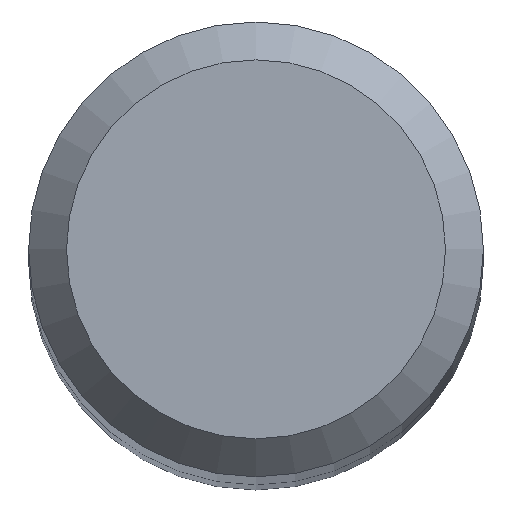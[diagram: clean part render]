
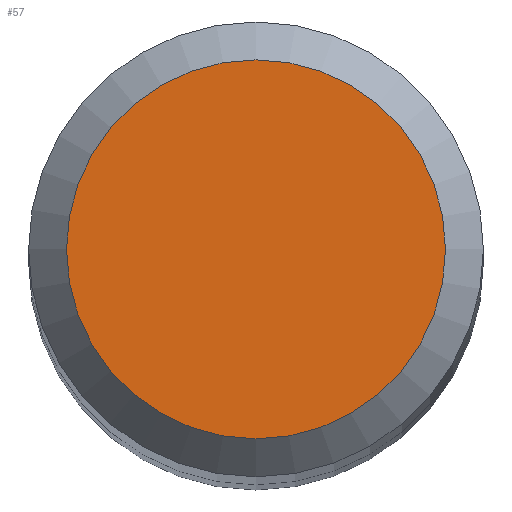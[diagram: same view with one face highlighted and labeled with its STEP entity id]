
A CAD part, top view. The second image highlights one B-rep face of the part: STEP entity #57.
In plain terms, the highlighted planar face has unit normal (0, 0, 1).
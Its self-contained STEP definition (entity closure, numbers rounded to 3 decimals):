
#35 = DIRECTION ( 'NONE',  ( 0., 1., 0. ) ) ;
#57 = ADVANCED_FACE ( 'NONE', ( #58 ), #200, .F. ) ;
#58 = FACE_OUTER_BOUND ( 'NONE', #106, .T. ) ;
#76 = DIRECTION ( 'NONE',  ( 0., 1., 0. ) ) ;
#80 = CARTESIAN_POINT ( 'NONE',  ( 0., 0., 100. ) ) ;
#85 = VERTEX_POINT ( 'NONE', #134 ) ;
#106 = EDGE_LOOP ( 'NONE', ( #182 ) ) ;
#107 = AXIS2_PLACEMENT_3D ( 'NONE', #188, #110, #35 ) ;
#108 = EDGE_CURVE ( 'NONE', #85, #85, #185, .T. ) ;
#110 = DIRECTION ( 'NONE',  ( 0., 0., -1. ) ) ;
#134 = CARTESIAN_POINT ( 'NONE',  ( 0., 2.5, 100. ) ) ;
#171 = AXIS2_PLACEMENT_3D ( 'NONE', #80, #203, #76 ) ;
#182 = ORIENTED_EDGE ( 'NONE', *, *, #108, .F. ) ;
#185 = CIRCLE ( 'NONE', #171, 2.5 ) ;
#188 = CARTESIAN_POINT ( 'NONE',  ( 0., 0., 100. ) ) ;
#200 = PLANE ( 'NONE',  #107 ) ;
#203 = DIRECTION ( 'NONE',  ( 0., 0., -1. ) ) ;
